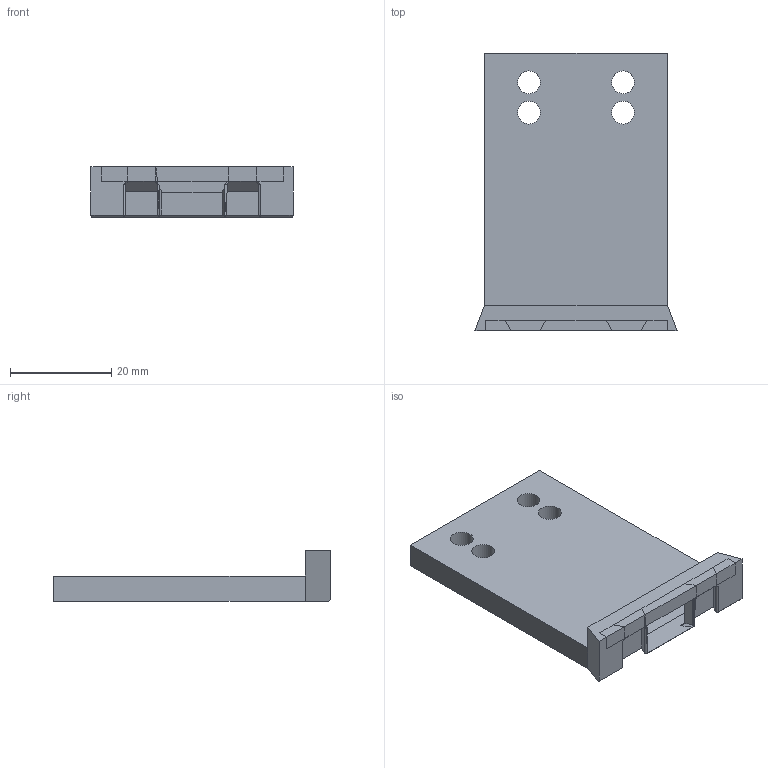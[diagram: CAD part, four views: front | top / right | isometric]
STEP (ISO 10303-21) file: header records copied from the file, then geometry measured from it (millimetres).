
FILE_DESCRIPTION(('FreeCAD Model'),'2;1');
FILE_NAME('Open CASCADE Shape Model','2025-08-15T18:39:48',(''),(''), 'Open CASCADE STEP processor 7.8','FreeCAD','Unknown');
FILE_SCHEMA(('AUTOMOTIVE_DESIGN { 1 0 10303 214 1 1 1 1 }'));
Length unit declared in the file: millimetre
Products named in the file (1): Klickystyle_horizontal
Bounding box: 40 x 54.8 x 10 mm (x, y, z)
Surface area: 5494.5 mm2 (no closed solid volume)
Topology: 0 solids, 1 shells, 56 faces, 144 edges, 82 vertices
Faces by surface type: plane 40, cylinder 8, bspline 4, cone 4
Full cylindrical faces by diameter (mm): 4.5 x4
Entity records: 4711 total; most frequent: CARTESIAN_POINT 1965, DIRECTION 491, LINE 353, VECTOR 353, ORIENTED_EDGE 265, PCURVE 265, DEFINITIONAL_REPRESENTATION 265, EDGE_CURVE 140
